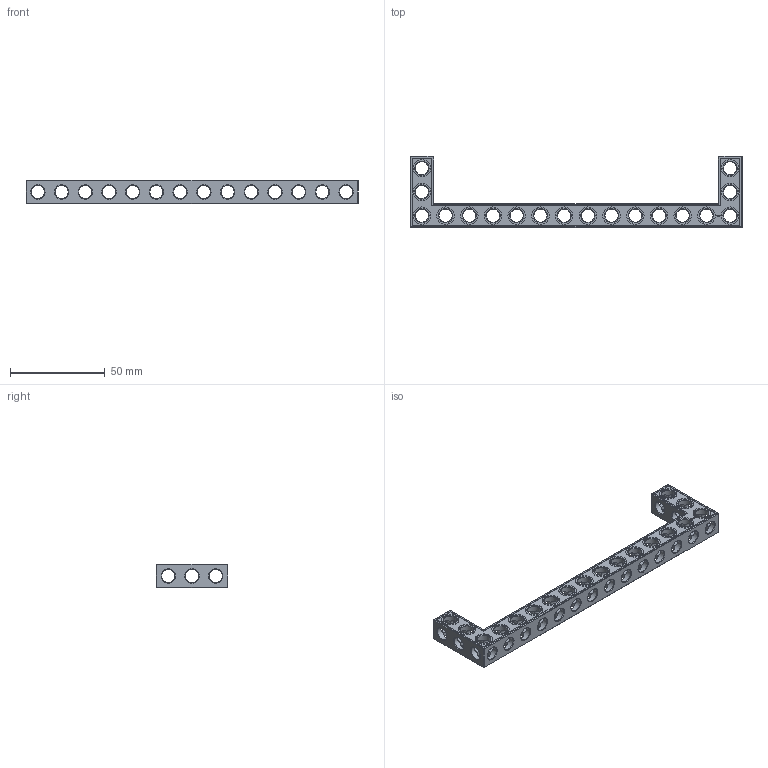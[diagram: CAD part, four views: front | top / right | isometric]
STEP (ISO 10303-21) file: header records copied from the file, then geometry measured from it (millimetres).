
FILE_DESCRIPTION(('FreeCAD Model'),'2;1');
FILE_NAME('Open CASCADE Shape Model','2022-02-26T22:48:17',('Author'),( ''),'Open CASCADE STEP processor 7.5','FreeCAD','Unknown');
FILE_SCHEMA(('AUTOMOTIVE_DESIGN { 1 0 10303 214 1 1 1 1 }'));
Products named in the file (1): Beam AGD ESS USH SYM BU14x03x01 - SPN-BEM-0519 (stemfie.org)
Bounding box: 175 x 37.5 x 12.5 mm (x, y, z)
Volume: 17577.8 mm3; surface area: 15816.2 mm2
Topology: 1 solids, 1 shells, 738 faces, 2178 edges, 1421 vertices
Faces by surface type: plane 393, extrusion 162, cylinder 109, cone 74
Full cylindrical faces by diameter (mm): 6.98 x8, 7 x83, 9.2 x18
Entity records: 78042 total; most frequent: CARTESIAN_POINT 36867, DIRECTION 6744, VECTOR 4572, LINE 4410, ORIENTED_EDGE 4356, PCURVE 4356, DEFINITIONAL_REPRESENTATION 4356, EDGE_CURVE 2178
